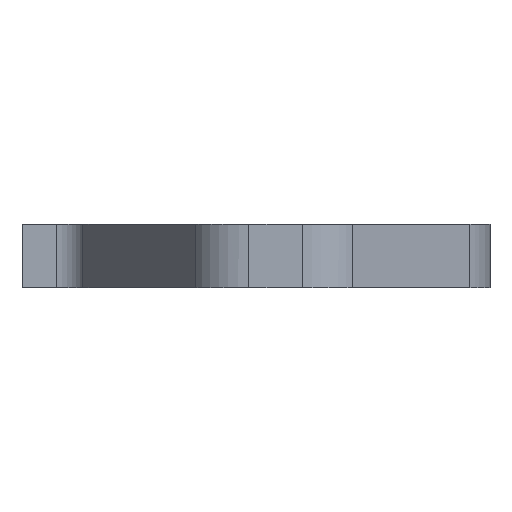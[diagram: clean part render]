
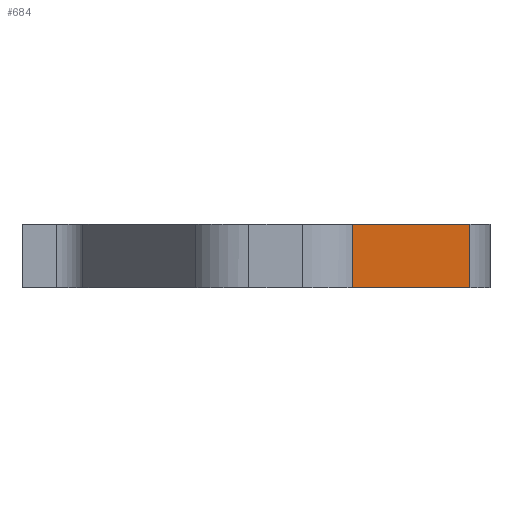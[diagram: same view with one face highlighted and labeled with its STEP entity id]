
A CAD part, front view. The second image highlights one B-rep face of the part: STEP entity #684.
In plain terms, the highlighted free-form (B-spline) face has degree [1, 1] with [2, 2] control points.
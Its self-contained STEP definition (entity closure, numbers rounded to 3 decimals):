
#28 = VERTEX_POINT ( 'NONE', #171 ) ;
#46 = CARTESIAN_POINT ( 'NONE',  ( 249.685, 98.316, 10. ) ) ;
#73 = CARTESIAN_POINT ( 'NONE',  ( 249.685, 98.316, 10. ) ) ;
#85 = CARTESIAN_POINT ( 'NONE',  ( 231.117, 74.565, 10. ) ) ;
#101 = EDGE_CURVE ( 'NONE', #450, #28, #157, .T. ) ;
#134 = VERTEX_POINT ( 'NONE', #496 ) ;
#153 = CARTESIAN_POINT ( 'NONE',  ( 237.306, 82.482, 0. ) ) ;
#157 = B_SPLINE_CURVE_WITH_KNOTS ( 'NONE', 1,
 ( #594, #46 ),
 .UNSPECIFIED., .F., .F.,
 ( 2, 2 ),
 ( 0., 1. ),
 .UNSPECIFIED. ) ;
#164 = VERTEX_POINT ( 'NONE', #184 ) ;
#171 = CARTESIAN_POINT ( 'NONE',  ( 249.685, 98.316, 10. ) ) ;
#184 = CARTESIAN_POINT ( 'NONE',  ( 231.117, 74.565, 0. ) ) ;
#196 = B_SPLINE_SURFACE_WITH_KNOTS ( 'NONE', 1, 1, ( 
 ( #509, #669 ),
 ( #673, #73 ) ),
 .UNSPECIFIED., .F., .F., .F.,
 ( 2, 2 ),
 ( 2, 2 ),
 ( 0., 1. ),
 ( 0., 1. ),
 .UNSPECIFIED. ) ;
#209 = CARTESIAN_POINT ( 'NONE',  ( 231.117, 74.565, 0. ) ) ;
#263 = CARTESIAN_POINT ( 'NONE',  ( 249.685, 98.316, 0. ) ) ;
#272 = B_SPLINE_CURVE_WITH_KNOTS ( 'NONE', 3,
 ( #263, #462, #153, #415 ),
 .UNSPECIFIED., .F., .F.,
 ( 4, 4 ),
 ( 0., 1. ),
 .UNSPECIFIED. ) ;
#279 = ORIENTED_EDGE ( 'NONE', *, *, #359, .T. ) ;
#310 = FACE_OUTER_BOUND ( 'NONE', #510, .T. ) ;
#318 = CARTESIAN_POINT ( 'NONE',  ( 249.685, 98.316, 0. ) ) ;
#332 = ORIENTED_EDGE ( 'NONE', *, *, #101, .T. ) ;
#359 = EDGE_CURVE ( 'NONE', #134, #164, #688, .T. ) ;
#361 = EDGE_CURVE ( 'NONE', #450, #164, #272, .T. ) ;
#415 = CARTESIAN_POINT ( 'NONE',  ( 231.117, 74.565, 0. ) ) ;
#450 = VERTEX_POINT ( 'NONE', #318 ) ;
#462 = CARTESIAN_POINT ( 'NONE',  ( 243.496, 90.399, 0. ) ) ;
#496 = CARTESIAN_POINT ( 'NONE',  ( 231.117, 74.565, 10. ) ) ;
#509 = CARTESIAN_POINT ( 'NONE',  ( 231.117, 74.565, 0. ) ) ;
#510 = EDGE_LOOP ( 'NONE', ( #526, #279, #598, #332 ) ) ;
#526 = ORIENTED_EDGE ( 'NONE', *, *, #663, .T. ) ;
#576 = CARTESIAN_POINT ( 'NONE',  ( 249.685, 98.316, 10. ) ) ;
#594 = CARTESIAN_POINT ( 'NONE',  ( 249.685, 98.316, 0. ) ) ;
#598 = ORIENTED_EDGE ( 'NONE', *, *, #361, .F. ) ;
#642 = B_SPLINE_CURVE_WITH_KNOTS ( 'NONE', 1,
 ( #576, #85 ),
 .UNSPECIFIED., .F., .F.,
 ( 2, 2 ),
 ( 0., 1. ),
 .UNSPECIFIED. ) ;
#663 = EDGE_CURVE ( 'NONE', #28, #134, #642, .T. ) ;
#669 = CARTESIAN_POINT ( 'NONE',  ( 231.117, 74.565, 10. ) ) ;
#673 = CARTESIAN_POINT ( 'NONE',  ( 249.685, 98.316, 0. ) ) ;
#674 = CARTESIAN_POINT ( 'NONE',  ( 231.117, 74.565, 10. ) ) ;
#684 = ADVANCED_FACE ( 'NONE', ( #310 ), #196, .T. ) ;
#688 = B_SPLINE_CURVE_WITH_KNOTS ( 'NONE', 1,
 ( #674, #209 ),
 .UNSPECIFIED., .F., .F.,
 ( 2, 2 ),
 ( 0., 1. ),
 .UNSPECIFIED. ) ;
